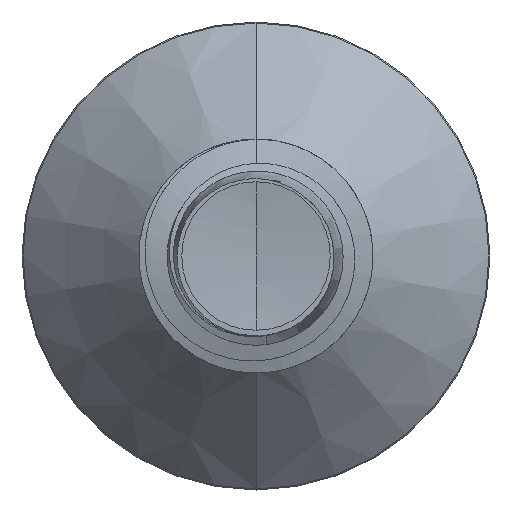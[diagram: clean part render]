
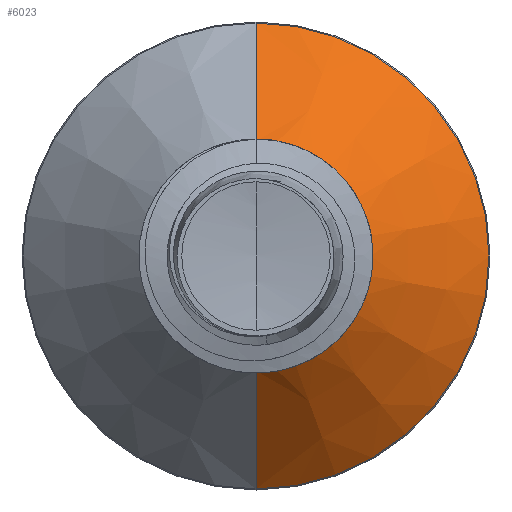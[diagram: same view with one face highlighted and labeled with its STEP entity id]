
A CAD part, front view. The second image highlights one B-rep face of the part: STEP entity #6023.
In plain terms, the highlighted conical face has half-angle 45 degrees and reference radius 1.08 mm.
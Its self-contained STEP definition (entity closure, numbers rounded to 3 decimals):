
#5 = DIRECTION ( 'NONE',  ( 0., 1., 0. ) ) ;
#284 = VECTOR ( 'NONE', #2082, 1000. ) ;
#494 = CARTESIAN_POINT ( 'NONE',  ( 0., 2.03, 1.08 ) ) ;
#777 = CONICAL_SURFACE ( 'NONE', #6115, 1.08, 0.785 ) ;
#1293 = CARTESIAN_POINT ( 'NONE',  ( 0., 3.14, 2.19 ) ) ;
#1348 = ORIENTED_EDGE ( 'NONE', *, *, #2876, .T. ) ;
#1569 = CARTESIAN_POINT ( 'NONE',  ( 0., 2.03, -1.08 ) ) ;
#2082 = DIRECTION ( 'NONE',  ( 0., 0.707, 0.707 ) ) ;
#2876 = EDGE_CURVE ( 'NONE', #6861, #8405, #5938, .T. ) ;
#3020 = CARTESIAN_POINT ( 'NONE',  ( 0., 2.03, 0. ) ) ;
#3164 = ORIENTED_EDGE ( 'NONE', *, *, #4458, .T. ) ;
#3819 = DIRECTION ( 'NONE',  ( 0., 0., 1. ) ) ;
#3841 = CARTESIAN_POINT ( 'NONE',  ( 0., 2.03, 0. ) ) ;
#3931 = EDGE_CURVE ( 'NONE', #7298, #4034, #7032, .T. ) ;
#4034 = VERTEX_POINT ( 'NONE', #1293 ) ;
#4156 = ORIENTED_EDGE ( 'NONE', *, *, #3931, .F. ) ;
#4458 = EDGE_CURVE ( 'NONE', #7298, #6861, #7655, .T. ) ;
#4528 = DIRECTION ( 'NONE',  ( 0., 1., 0. ) ) ;
#4729 = CARTESIAN_POINT ( 'NONE',  ( 0., 3.14, 0. ) ) ;
#5443 = FACE_OUTER_BOUND ( 'NONE', #7959, .T. ) ;
#5514 = DIRECTION ( 'NONE',  ( 0., 0., 1. ) ) ;
#5554 = CIRCLE ( 'NONE', #6966, 2.19 ) ;
#5938 = LINE ( 'NONE', #7675, #8019 ) ;
#6023 = ADVANCED_FACE ( 'NONE', ( #5443 ), #777, .T. ) ;
#6115 = AXIS2_PLACEMENT_3D ( 'NONE', #3841, #4528, #9299 ) ;
#6614 = CARTESIAN_POINT ( 'NONE',  ( 0., 3.14, -2.19 ) ) ;
#6861 = VERTEX_POINT ( 'NONE', #1569 ) ;
#6966 = AXIS2_PLACEMENT_3D ( 'NONE', #4729, #5, #5514 ) ;
#7032 = LINE ( 'NONE', #494, #284 ) ;
#7298 = VERTEX_POINT ( 'NONE', #9921 ) ;
#7397 = EDGE_CURVE ( 'NONE', #4034, #8405, #5554, .T. ) ;
#7655 = CIRCLE ( 'NONE', #8590, 1.08 ) ;
#7675 = CARTESIAN_POINT ( 'NONE',  ( 0., 2.03, -1.08 ) ) ;
#7824 = ORIENTED_EDGE ( 'NONE', *, *, #7397, .F. ) ;
#7959 = EDGE_LOOP ( 'NONE', ( #3164, #1348, #7824, #4156 ) ) ;
#8019 = VECTOR ( 'NONE', #9167, 1000. ) ;
#8405 = VERTEX_POINT ( 'NONE', #6614 ) ;
#8490 = DIRECTION ( 'NONE',  ( 0., 1., 0. ) ) ;
#8590 = AXIS2_PLACEMENT_3D ( 'NONE', #3020, #8490, #3819 ) ;
#9167 = DIRECTION ( 'NONE',  ( 0., 0.707, -0.707 ) ) ;
#9299 = DIRECTION ( 'NONE',  ( 0., 0., 1. ) ) ;
#9921 = CARTESIAN_POINT ( 'NONE',  ( 0., 2.03, 1.08 ) ) ;
